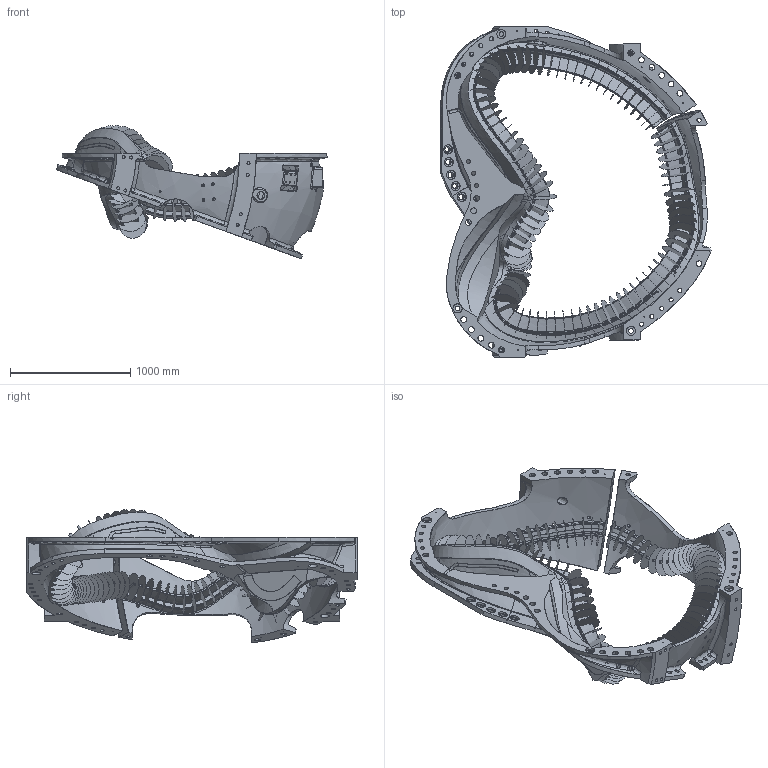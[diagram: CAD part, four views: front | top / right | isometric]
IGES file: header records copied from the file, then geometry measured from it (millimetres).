
Start section:  PTC IGES file: se141-114.igs
Global section: file name: se141-114.igs; native system: Pro/ENGINEER by Parametric Technology Corporation; preprocessor: 2006200; author: tbrown; organization: Unknown; date: 20070418.135857; units: inch
Bounding box: 2252.82 x 2753.36 x 1111.33 mm (x, y, z)
Surface area: 20169297.1 mm2 (no closed solid volume)
Topology: 0 solids, 0 shells, 2051 faces, 11462 edges, 12746 vertices
Faces by surface type: revolution 1191, bspline 839, extrusion 21
